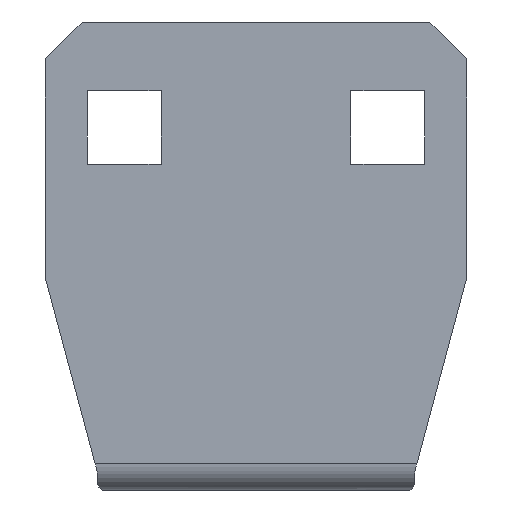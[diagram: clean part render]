
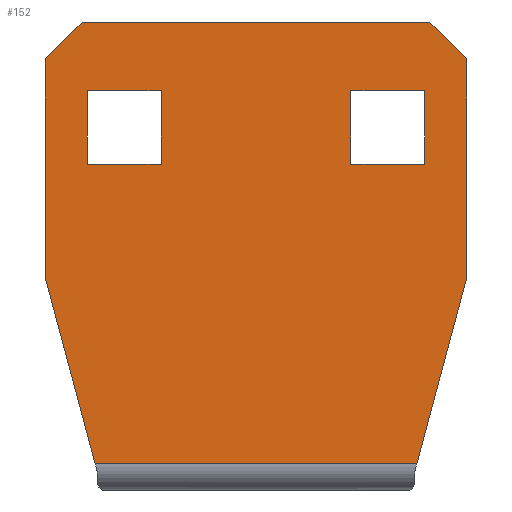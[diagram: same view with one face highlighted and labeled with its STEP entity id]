
A CAD part, left-side view. The second image highlights one B-rep face of the part: STEP entity #152.
In plain terms, the highlighted planar face has unit normal (-1, 0, 0).
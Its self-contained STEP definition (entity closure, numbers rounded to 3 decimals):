
#1 = EDGE_CURVE ( 'NONE', #683, #639, #582, .T. ) ;
#10 = EDGE_CURVE ( 'NONE', #450, #905, #729, .T. ) ;
#14 = DIRECTION ( 'NONE',  ( 0., 0., 1. ) ) ;
#24 = VERTEX_POINT ( 'NONE', #49 ) ;
#26 = ORIENTED_EDGE ( 'NONE', *, *, #459, .T. ) ;
#48 = EDGE_CURVE ( 'NONE', #355, #626, #218, .T. ) ;
#49 = CARTESIAN_POINT ( 'NONE',  ( 0., 20., 40.9 ) ) ;
#57 = CARTESIAN_POINT ( 'NONE',  ( 0., 16., 30.9 ) ) ;
#64 = VERTEX_POINT ( 'NONE', #1263 ) ;
#72 = VECTOR ( 'NONE', #814, 1000. ) ;
#93 = VERTEX_POINT ( 'NONE', #752 ) ;
#103 = VECTOR ( 'NONE', #1295, 1000. ) ;
#105 = CARTESIAN_POINT ( 'NONE',  ( 0., 20., 20.16 ) ) ;
#107 = FACE_BOUND ( 'NONE', #823, .T. ) ;
#109 = VERTEX_POINT ( 'NONE', #229 ) ;
#120 = VECTOR ( 'NONE', #500, 1000. ) ;
#128 = CARTESIAN_POINT ( 'NONE',  ( 0., -16., 37.9 ) ) ;
#134 = VERTEX_POINT ( 'NONE', #750 ) ;
#152 = ADVANCED_FACE ( 'NONE', ( #107, #1146, #802 ), #1002, .T. ) ;
#160 = VERTEX_POINT ( 'NONE', #786 ) ;
#179 = CARTESIAN_POINT ( 'NONE',  ( 0., 15.268, 2.5 ) ) ;
#183 = EDGE_CURVE ( 'NONE', #639, #134, #1048, .T. ) ;
#217 = EDGE_CURVE ( 'NONE', #134, #160, #488, .T. ) ;
#218 = LINE ( 'NONE', #1162, #1342 ) ;
#229 = CARTESIAN_POINT ( 'NONE',  ( 0., 9., 37.9 ) ) ;
#230 = LINE ( 'NONE', #1287, #833 ) ;
#233 = LINE ( 'NONE', #1114, #1302 ) ;
#235 = ORIENTED_EDGE ( 'NONE', *, *, #1261, .T. ) ;
#255 = ORIENTED_EDGE ( 'NONE', *, *, #10, .T. ) ;
#264 = DIRECTION ( 'NONE',  ( 0., 0., -1. ) ) ;
#265 = CARTESIAN_POINT ( 'NONE',  ( 0., 20., 44.4 ) ) ;
#282 = CARTESIAN_POINT ( 'NONE',  ( 0., -9., 37.9 ) ) ;
#298 = EDGE_CURVE ( 'NONE', #93, #626, #233, .T. ) ;
#311 = ORIENTED_EDGE ( 'NONE', *, *, #298, .F. ) ;
#315 = EDGE_CURVE ( 'NONE', #920, #905, #636, .T. ) ;
#321 = VECTOR ( 'NONE', #816, 1000. ) ;
#327 = ORIENTED_EDGE ( 'NONE', *, *, #217, .T. ) ;
#341 = VERTEX_POINT ( 'NONE', #1225 ) ;
#353 = DIRECTION ( 'NONE',  ( 0., 0.707, -0.707 ) ) ;
#355 = VERTEX_POINT ( 'NONE', #179 ) ;
#368 = VECTOR ( 'NONE', #926, 1000. ) ;
#375 = ORIENTED_EDGE ( 'NONE', *, *, #315, .F. ) ;
#378 = CARTESIAN_POINT ( 'NONE',  ( 0., 16., 37.9 ) ) ;
#383 = LINE ( 'NONE', #569, #103 ) ;
#394 = CARTESIAN_POINT ( 'NONE',  ( 0., -20., 44.4 ) ) ;
#396 = CARTESIAN_POINT ( 'NONE',  ( 0., -16.5, 44.4 ) ) ;
#406 = LINE ( 'NONE', #394, #120 ) ;
#415 = CARTESIAN_POINT ( 'NONE',  ( 0., 16., 37.9 ) ) ;
#438 = ORIENTED_EDGE ( 'NONE', *, *, #1241, .T. ) ;
#450 = VERTEX_POINT ( 'NONE', #616 ) ;
#457 = ORIENTED_EDGE ( 'NONE', *, *, #183, .T. ) ;
#459 = EDGE_CURVE ( 'NONE', #950, #109, #981, .T. ) ;
#464 = CARTESIAN_POINT ( 'NONE',  ( 0., -16., 37.9 ) ) ;
#465 = VECTOR ( 'NONE', #264, 1000. ) ;
#483 = CARTESIAN_POINT ( 'NONE',  ( 0., -16., 37.9 ) ) ;
#486 = EDGE_CURVE ( 'NONE', #450, #93, #406, .T. ) ;
#488 = LINE ( 'NONE', #282, #1288 ) ;
#495 = CARTESIAN_POINT ( 'NONE',  ( 0., -16., 30.9 ) ) ;
#500 = DIRECTION ( 'NONE',  ( 0., 0., -1. ) ) ;
#504 = EDGE_LOOP ( 'NONE', ( #744, #255, #375, #1218, #438, #771, #1034, #311 ) ) ;
#517 = VECTOR ( 'NONE', #592, 1000. ) ;
#531 = LINE ( 'NONE', #845, #1267 ) ;
#569 = CARTESIAN_POINT ( 'NONE',  ( 0., 20., 44.4 ) ) ;
#582 = LINE ( 'NONE', #464, #999 ) ;
#584 = DIRECTION ( 'NONE',  ( 0., 0., 1. ) ) ;
#592 = DIRECTION ( 'NONE',  ( 0., 1., 0. ) ) ;
#594 = LINE ( 'NONE', #57, #708 ) ;
#605 = EDGE_LOOP ( 'NONE', ( #26, #1101, #235, #925 ) ) ;
#614 = CARTESIAN_POINT ( 'NONE',  ( 0., 20., 44.4 ) ) ;
#616 = CARTESIAN_POINT ( 'NONE',  ( 0., -20., 40.9 ) ) ;
#626 = VERTEX_POINT ( 'NONE', #1240 ) ;
#636 = LINE ( 'NONE', #614, #368 ) ;
#639 = VERTEX_POINT ( 'NONE', #1166 ) ;
#661 = EDGE_CURVE ( 'NONE', #341, #950, #531, .T. ) ;
#666 = DIRECTION ( 'NONE',  ( 0., 1., 0. ) ) ;
#683 = VERTEX_POINT ( 'NONE', #128 ) ;
#708 = VECTOR ( 'NONE', #666, 1000. ) ;
#710 = DIRECTION ( 'NONE',  ( 0., 0.259, -0.966 ) ) ;
#721 = CARTESIAN_POINT ( 'NONE',  ( 0., 20., 20.16 ) ) ;
#729 = LINE ( 'NONE', #1060, #1112 ) ;
#738 = AXIS2_PLACEMENT_3D ( 'NONE', #265, #1098, #584 ) ;
#740 = LINE ( 'NONE', #878, #465 ) ;
#744 = ORIENTED_EDGE ( 'NONE', *, *, #486, .F. ) ;
#750 = CARTESIAN_POINT ( 'NONE',  ( 0., -9., 30.9 ) ) ;
#752 = CARTESIAN_POINT ( 'NONE',  ( 0., -20., 20.16 ) ) ;
#768 = EDGE_CURVE ( 'NONE', #920, #24, #230, .T. ) ;
#771 = ORIENTED_EDGE ( 'NONE', *, *, #1006, .F. ) ;
#777 = DIRECTION ( 'NONE',  ( 0., 0., -1. ) ) ;
#786 = CARTESIAN_POINT ( 'NONE',  ( 0., -9., 37.9 ) ) ;
#789 = ORIENTED_EDGE ( 'NONE', *, *, #1, .T. ) ;
#802 = FACE_OUTER_BOUND ( 'NONE', #504, .T. ) ;
#814 = DIRECTION ( 'NONE',  ( 0., -1., 0. ) ) ;
#816 = DIRECTION ( 'NONE',  ( 0., 0.259, 0.966 ) ) ;
#823 = EDGE_LOOP ( 'NONE', ( #789, #457, #327, #1068 ) ) ;
#833 = VECTOR ( 'NONE', #353, 1000. ) ;
#843 = EDGE_CURVE ( 'NONE', #109, #64, #740, .T. ) ;
#845 = CARTESIAN_POINT ( 'NONE',  ( 0., 16., 37.9 ) ) ;
#862 = LINE ( 'NONE', #721, #321 ) ;
#878 = CARTESIAN_POINT ( 'NONE',  ( 0., 9., 37.9 ) ) ;
#882 = EDGE_CURVE ( 'NONE', #160, #683, #1210, .T. ) ;
#905 = VERTEX_POINT ( 'NONE', #396 ) ;
#920 = VERTEX_POINT ( 'NONE', #1222 ) ;
#925 = ORIENTED_EDGE ( 'NONE', *, *, #661, .T. ) ;
#926 = DIRECTION ( 'NONE',  ( 0., -1., 0. ) ) ;
#950 = VERTEX_POINT ( 'NONE', #378 ) ;
#981 = LINE ( 'NONE', #415, #72 ) ;
#999 = VECTOR ( 'NONE', #777, 1000. ) ;
#1000 = DIRECTION ( 'NONE',  ( 0., -1., 0. ) ) ;
#1002 = PLANE ( 'NONE',  #738 ) ;
#1006 = EDGE_CURVE ( 'NONE', #355, #1147, #862, .T. ) ;
#1008 = DIRECTION ( 'NONE',  ( 0., 0., 1. ) ) ;
#1034 = ORIENTED_EDGE ( 'NONE', *, *, #48, .T. ) ;
#1048 = LINE ( 'NONE', #495, #517 ) ;
#1060 = CARTESIAN_POINT ( 'NONE',  ( 0., 1.75, 62.65 ) ) ;
#1068 = ORIENTED_EDGE ( 'NONE', *, *, #882, .T. ) ;
#1085 = DIRECTION ( 'NONE',  ( 0., -1., 0. ) ) ;
#1098 = DIRECTION ( 'NONE',  ( -1., 0., 0. ) ) ;
#1101 = ORIENTED_EDGE ( 'NONE', *, *, #843, .T. ) ;
#1112 = VECTOR ( 'NONE', #1289, 1000. ) ;
#1114 = CARTESIAN_POINT ( 'NONE',  ( 0., -20., 20.16 ) ) ;
#1146 = FACE_BOUND ( 'NONE', #605, .T. ) ;
#1147 = VERTEX_POINT ( 'NONE', #105 ) ;
#1162 = CARTESIAN_POINT ( 'NONE',  ( 0., 20., 2.5 ) ) ;
#1166 = CARTESIAN_POINT ( 'NONE',  ( 0., -16., 30.9 ) ) ;
#1210 = LINE ( 'NONE', #483, #1284 ) ;
#1218 = ORIENTED_EDGE ( 'NONE', *, *, #768, .T. ) ;
#1222 = CARTESIAN_POINT ( 'NONE',  ( 0., 16.5, 44.4 ) ) ;
#1225 = CARTESIAN_POINT ( 'NONE',  ( 0., 16., 30.9 ) ) ;
#1240 = CARTESIAN_POINT ( 'NONE',  ( 0., -15.268, 2.5 ) ) ;
#1241 = EDGE_CURVE ( 'NONE', #24, #1147, #383, .T. ) ;
#1261 = EDGE_CURVE ( 'NONE', #64, #341, #594, .T. ) ;
#1263 = CARTESIAN_POINT ( 'NONE',  ( 0., 9., 30.9 ) ) ;
#1267 = VECTOR ( 'NONE', #14, 1000. ) ;
#1284 = VECTOR ( 'NONE', #1000, 1000. ) ;
#1287 = CARTESIAN_POINT ( 'NONE',  ( 0., 18.25, 42.65 ) ) ;
#1288 = VECTOR ( 'NONE', #1008, 1000. ) ;
#1289 = DIRECTION ( 'NONE',  ( 0., 0.707, 0.707 ) ) ;
#1295 = DIRECTION ( 'NONE',  ( 0., 0., -1. ) ) ;
#1302 = VECTOR ( 'NONE', #710, 1000. ) ;
#1342 = VECTOR ( 'NONE', #1085, 1000. ) ;
